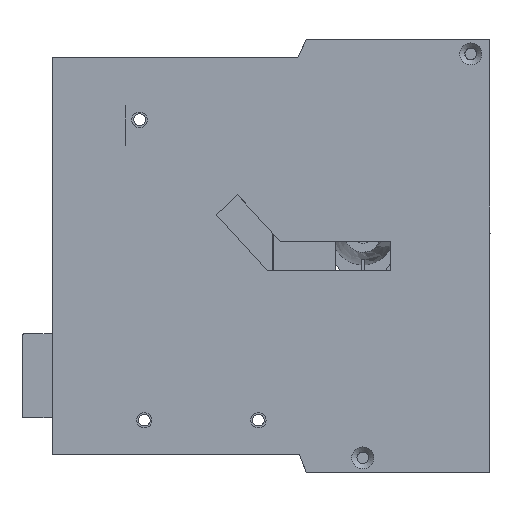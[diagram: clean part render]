
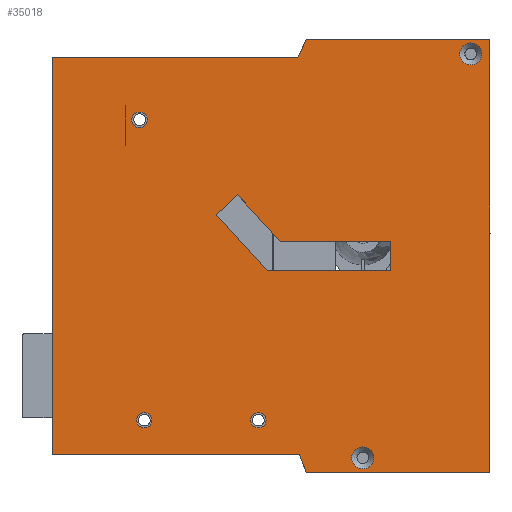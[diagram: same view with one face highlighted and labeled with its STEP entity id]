
A CAD part, left-side view. The second image highlights one B-rep face of the part: STEP entity #35018.
In plain terms, the highlighted face is planar.
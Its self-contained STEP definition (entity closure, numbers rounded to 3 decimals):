
#1445=FACE_BOUND('',#4994,.T.);
#1446=FACE_BOUND('',#4995,.T.);
#1447=FACE_BOUND('',#4996,.T.);
#1448=FACE_BOUND('',#4997,.T.);
#1449=FACE_BOUND('',#4998,.T.);
#1450=FACE_BOUND('',#4999,.T.);
#1451=FACE_BOUND('',#5000,.T.);
#1761=CIRCLE('',#37078,3.);
#1763=CIRCLE('',#37081,3.);
#1764=CIRCLE('',#37082,2.1);
#1765=CIRCLE('',#37083,2.1);
#1766=CIRCLE('',#37084,2.1);
#3117=FACE_OUTER_BOUND('',#4993,.T.);
#4993=EDGE_LOOP('',(#23638,#23639,#23640,#23641,#23642,#23643,#23644,#23645));
#4994=EDGE_LOOP('',(#23646));
#4995=EDGE_LOOP('',(#23647));
#4996=EDGE_LOOP('',(#23648));
#4997=EDGE_LOOP('',(#23649));
#4998=EDGE_LOOP('',(#23650,#23651,#23652));
#4999=EDGE_LOOP('',(#23653,#23654,#23655,#23656,#23657,#23658));
#5000=EDGE_LOOP('',(#23659));
#7193=LINE('',#49755,#11224);
#7229=LINE('',#49846,#11260);
#7232=LINE('',#49857,#11263);
#7233=LINE('',#49859,#11264);
#7234=LINE('',#49860,#11265);
#7235=LINE('',#49861,#11266);
#7236=LINE('',#49863,#11267);
#7237=LINE('',#49864,#11268);
#7238=LINE('',#49875,#11269);
#7239=LINE('',#49877,#11270);
#7240=LINE('',#49878,#11271);
#7241=LINE('',#49881,#11272);
#7242=LINE('',#49883,#11273);
#7243=LINE('',#49885,#11274);
#7244=LINE('',#49887,#11275);
#7245=LINE('',#49889,#11276);
#7246=LINE('',#49890,#11277);
#11224=VECTOR('',#39989,10.);
#11260=VECTOR('',#40049,10.);
#11263=VECTOR('',#40060,10.);
#11264=VECTOR('',#40061,10.);
#11265=VECTOR('',#40062,10.);
#11266=VECTOR('',#40063,10.);
#11267=VECTOR('',#40064,10.);
#11268=VECTOR('',#40065,10.);
#11269=VECTOR('',#40074,10.);
#11270=VECTOR('',#40075,10.);
#11271=VECTOR('',#40076,10.);
#11272=VECTOR('',#40077,10.);
#11273=VECTOR('',#40078,10.);
#11274=VECTOR('',#40079,10.);
#11275=VECTOR('',#40080,10.);
#11276=VECTOR('',#40081,10.);
#11277=VECTOR('',#40082,10.);
#15246=VERTEX_POINT('',#49752);
#15247=VERTEX_POINT('',#49754);
#15289=VERTEX_POINT('',#49843);
#15290=VERTEX_POINT('',#49845);
#15291=VERTEX_POINT('',#49849);
#15293=VERTEX_POINT('',#49855);
#15294=VERTEX_POINT('',#49856);
#15295=VERTEX_POINT('',#49858);
#15296=VERTEX_POINT('',#49862);
#15297=VERTEX_POINT('',#49865);
#15298=VERTEX_POINT('',#49867);
#15299=VERTEX_POINT('',#49869);
#15300=VERTEX_POINT('',#49871);
#15301=VERTEX_POINT('',#49873);
#15302=VERTEX_POINT('',#49874);
#15303=VERTEX_POINT('',#49876);
#15304=VERTEX_POINT('',#49879);
#15305=VERTEX_POINT('',#49880);
#15306=VERTEX_POINT('',#49882);
#15307=VERTEX_POINT('',#49884);
#15308=VERTEX_POINT('',#49886);
#15309=VERTEX_POINT('',#49888);
#18505=EDGE_CURVE('',#15247,#15246,#7193,.T.);
#18551=EDGE_CURVE('',#15290,#15289,#7229,.T.);
#18553=EDGE_CURVE('',#15291,#15291,#1761,.T.);
#18556=EDGE_CURVE('',#15293,#15294,#7232,.T.);
#18557=EDGE_CURVE('',#15294,#15295,#7233,.T.);
#18558=EDGE_CURVE('',#15295,#15247,#7234,.T.);
#18559=EDGE_CURVE('',#15246,#15290,#7235,.T.);
#18560=EDGE_CURVE('',#15289,#15296,#7236,.T.);
#18561=EDGE_CURVE('',#15296,#15293,#7237,.T.);
#18562=EDGE_CURVE('',#15297,#15297,#1763,.T.);
#18563=EDGE_CURVE('',#15298,#15298,#1764,.T.);
#18564=EDGE_CURVE('',#15299,#15299,#1765,.T.);
#18565=EDGE_CURVE('',#15300,#15300,#1766,.T.);
#18566=EDGE_CURVE('',#15301,#15302,#7238,.T.);
#18567=EDGE_CURVE('',#15302,#15303,#7239,.T.);
#18568=EDGE_CURVE('',#15303,#15301,#7240,.T.);
#18569=EDGE_CURVE('',#15304,#15305,#7241,.T.);
#18570=EDGE_CURVE('',#15305,#15306,#7242,.T.);
#18571=EDGE_CURVE('',#15306,#15307,#7243,.T.);
#18572=EDGE_CURVE('',#15307,#15308,#7244,.T.);
#18573=EDGE_CURVE('',#15308,#15309,#7245,.T.);
#18574=EDGE_CURVE('',#15309,#15304,#7246,.T.);
#23638=ORIENTED_EDGE('',*,*,#18556,.T.);
#23639=ORIENTED_EDGE('',*,*,#18557,.T.);
#23640=ORIENTED_EDGE('',*,*,#18558,.T.);
#23641=ORIENTED_EDGE('',*,*,#18505,.T.);
#23642=ORIENTED_EDGE('',*,*,#18559,.T.);
#23643=ORIENTED_EDGE('',*,*,#18551,.T.);
#23644=ORIENTED_EDGE('',*,*,#18560,.T.);
#23645=ORIENTED_EDGE('',*,*,#18561,.T.);
#23646=ORIENTED_EDGE('',*,*,#18562,.F.);
#23647=ORIENTED_EDGE('',*,*,#18563,.T.);
#23648=ORIENTED_EDGE('',*,*,#18564,.T.);
#23649=ORIENTED_EDGE('',*,*,#18565,.T.);
#23650=ORIENTED_EDGE('',*,*,#18566,.T.);
#23651=ORIENTED_EDGE('',*,*,#18567,.T.);
#23652=ORIENTED_EDGE('',*,*,#18568,.T.);
#23653=ORIENTED_EDGE('',*,*,#18569,.T.);
#23654=ORIENTED_EDGE('',*,*,#18570,.T.);
#23655=ORIENTED_EDGE('',*,*,#18571,.T.);
#23656=ORIENTED_EDGE('',*,*,#18572,.T.);
#23657=ORIENTED_EDGE('',*,*,#18573,.T.);
#23658=ORIENTED_EDGE('',*,*,#18574,.T.);
#23659=ORIENTED_EDGE('',*,*,#18553,.F.);
#33609=PLANE('',#37080);
#35018=ADVANCED_FACE('',(#3117,#1445,#1446,#1447,#1448,#1449,#1450,#1451),
#33609,.T.);
#37078=AXIS2_PLACEMENT_3D('',#49850,#40053,#40054);
#37080=AXIS2_PLACEMENT_3D('',#49854,#40058,#40059);
#37081=AXIS2_PLACEMENT_3D('',#49866,#40066,#40067);
#37082=AXIS2_PLACEMENT_3D('',#49868,#40068,#40069);
#37083=AXIS2_PLACEMENT_3D('',#49870,#40070,#40071);
#37084=AXIS2_PLACEMENT_3D('',#49872,#40072,#40073);
#39989=DIRECTION('',(1.,0.,0.));
#40049=DIRECTION('',(-1.,0.,0.));
#40053=DIRECTION('center_axis',(0.,0.,1.));
#40054=DIRECTION('ref_axis',(1.,0.,0.));
#40058=DIRECTION('center_axis',(0.,0.,1.));
#40059=DIRECTION('ref_axis',(1.,0.,0.));
#40060=DIRECTION('',(0.,-1.,0.));
#40061=DIRECTION('',(1.,0.,0.));
#40062=DIRECTION('',(0.354,-0.935,0.));
#40063=DIRECTION('',(0.,1.,0.));
#40064=DIRECTION('',(-0.421,-0.907,0.));
#40065=DIRECTION('',(-1.,0.,0.));
#40066=DIRECTION('center_axis',(0.,0.,1.));
#40067=DIRECTION('ref_axis',(1.,0.,0.));
#40068=DIRECTION('center_axis',(0.,0.,-1.));
#40069=DIRECTION('ref_axis',(1.,0.,0.));
#40070=DIRECTION('center_axis',(0.,0.,-1.));
#40071=DIRECTION('ref_axis',(1.,0.,0.));
#40072=DIRECTION('center_axis',(0.,0.,-1.));
#40073=DIRECTION('ref_axis',(1.,0.,0.));
#40074=DIRECTION('',(0.,1.,0.));
#40075=DIRECTION('',(1.,0.,0.));
#40076=DIRECTION('',(0.,-1.,0.));
#40077=DIRECTION('',(-0.676,0.737,0.));
#40078=DIRECTION('',(0.737,0.676,0.));
#40079=DIRECTION('',(0.676,-0.737,0.));
#40080=DIRECTION('',(1.,0.,0.));
#40081=DIRECTION('',(0.,-1.,0.));
#40082=DIRECTION('',(-1.,0.,0.));
#49752=CARTESIAN_POINT('',(0.,0.,5.));
#49754=CARTESIAN_POINT('',(-50.,0.,5.));
#49755=CARTESIAN_POINT('',(0.,0.,5.));
#49843=CARTESIAN_POINT('',(-50.,118.,5.));
#49845=CARTESIAN_POINT('',(0.,118.,5.));
#49846=CARTESIAN_POINT('',(0.,118.,5.));
#49849=CARTESIAN_POINT('',(-37.6,4.,5.));
#49850=CARTESIAN_POINT('Origin',(-34.6,4.,5.));
#49854=CARTESIAN_POINT('Origin',(-85.,59.,5.));
#49855=CARTESIAN_POINT('',(-119.303,113.,5.));
#49856=CARTESIAN_POINT('',(-119.303,5.,5.));
#49857=CARTESIAN_POINT('',(-119.303,88.5,5.));
#49858=CARTESIAN_POINT('',(-51.892,5.,5.));
#49859=CARTESIAN_POINT('',(-68.446,5.,5.));
#49860=CARTESIAN_POINT('',(-61.958,31.597,5.));
#49861=CARTESIAN_POINT('',(0.,118.,5.));
#49862=CARTESIAN_POINT('',(-52.321,113.,5.));
#49863=CARTESIAN_POINT('',(-65.528,84.546,5.));
#49864=CARTESIAN_POINT('',(-99.257,113.,5.));
#49865=CARTESIAN_POINT('',(-8.177,114.095,5.));
#49866=CARTESIAN_POINT('Origin',(-5.177,114.095,5.));
#49867=CARTESIAN_POINT('',(-96.285,14.245,5.));
#49868=CARTESIAN_POINT('Origin',(-94.185,14.245,5.));
#49869=CARTESIAN_POINT('',(-65.17,14.245,5.));
#49870=CARTESIAN_POINT('Origin',(-63.07,14.245,5.));
#49871=CARTESIAN_POINT('',(-97.555,96.16,5.));
#49872=CARTESIAN_POINT('Origin',(-95.455,96.16,5.));
#49873=CARTESIAN_POINT('',(-99.265,89.175,5.));
#49874=CARTESIAN_POINT('',(-99.265,99.97,5.));
#49875=CARTESIAN_POINT('',(-99.265,37.74,5.));
#49876=CARTESIAN_POINT('',(-99.26,99.97,5.));
#49877=CARTESIAN_POINT('',(-99.257,99.97,5.));
#49878=CARTESIAN_POINT('',(-99.272,74.091,5.));
#49879=CARTESIAN_POINT('',(-60.619,55.,5.));
#49880=CARTESIAN_POINT('',(-74.623,70.279,5.));
#49881=CARTESIAN_POINT('',(-70.804,66.113,5.));
#49882=CARTESIAN_POINT('',(-68.725,75.685,5.));
#49883=CARTESIAN_POINT('',(-80.252,65.12,5.));
#49884=CARTESIAN_POINT('',(-57.099,63.,5.));
#49885=CARTESIAN_POINT('',(-64.906,71.518,5.));
#49886=CARTESIAN_POINT('',(-27.099,63.,5.));
#49887=CARTESIAN_POINT('',(-71.05,63.,5.));
#49888=CARTESIAN_POINT('',(-27.099,55.,5.));
#49889=CARTESIAN_POINT('',(-27.099,57.,5.));
#49890=CARTESIAN_POINT('',(-71.05,55.,5.));
